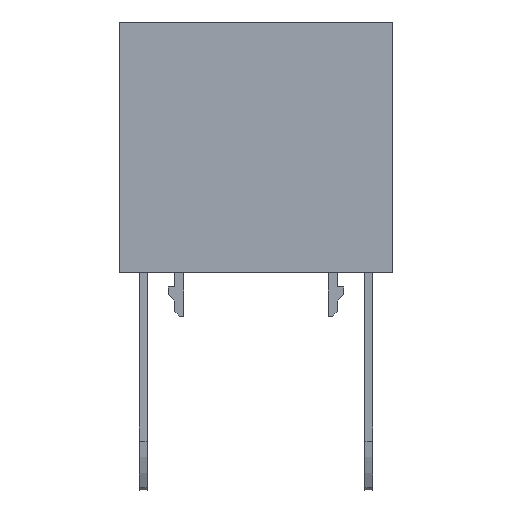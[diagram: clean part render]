
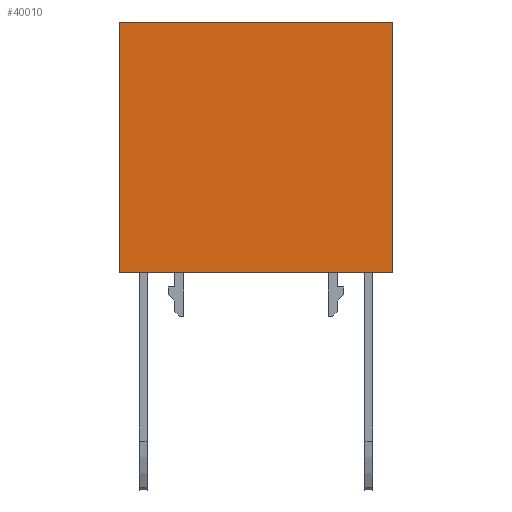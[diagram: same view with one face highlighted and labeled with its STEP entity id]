
A CAD part, front view. The second image highlights one B-rep face of the part: STEP entity #40010.
In plain terms, the highlighted planar face has unit normal (0, -1, 0).
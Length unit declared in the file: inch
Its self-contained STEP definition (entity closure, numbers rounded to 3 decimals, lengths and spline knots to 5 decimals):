
#22557=CARTESIAN_POINT('',(0.57185,-0.15748,0.54429));
#22558=VERTEX_POINT('',#22557);
#22573=CARTESIAN_POINT('',(-0.57185,-0.15748,0.54429));
#22574=VERTEX_POINT('',#22573);
#22581=CARTESIAN_POINT('',(0.57185,-0.15748,0.54429));
#22582=DIRECTION('',(-1.0,0.0,0.0));
#22583=VECTOR('',#22582,1.1437);
#22584=LINE('',#22581,#22583);
#22585=EDGE_CURVE('',#22558,#22574,#22584,.T.);
#39933=CARTESIAN_POINT('',(-0.57185,-0.15748,-0.50492));
#39934=VERTEX_POINT('',#39933);
#39942=CARTESIAN_POINT('',(0.57185,-0.15748,-0.50492));
#39943=VERTEX_POINT('',#39942);
#39950=CARTESIAN_POINT('',(-0.57185,-0.15748,-0.50492));
#39951=DIRECTION('',(1.0,0.0,0.0));
#39952=VECTOR('',#39951,1.1437);
#39953=LINE('',#39950,#39952);
#39954=EDGE_CURVE('',#39934,#39943,#39953,.T.);
#39982=CARTESIAN_POINT('',(0.57185,-0.15748,0.54429));
#39983=DIRECTION('',(0.0,0.0,-1.0));
#39984=VECTOR('',#39983,1.04921);
#39985=LINE('',#39982,#39984);
#39986=EDGE_CURVE('',#22558,#39943,#39985,.T.);
#39994=CARTESIAN_POINT('',(0.57185,-0.15748,0.0));
#39995=DIRECTION('',(0.0,-1.0,0.0));
#39996=DIRECTION('',(0.0,0.0,-1.0));
#39997=AXIS2_PLACEMENT_3D('',#39994,#39995,#39996);
#39998=PLANE('',#39997);
#39999=CARTESIAN_POINT('',(-0.57185,-0.15748,0.54429));
#40000=DIRECTION('',(0.0,0.0,-1.0));
#40001=VECTOR('',#40000,1.04921);
#40002=LINE('',#39999,#40001);
#40003=EDGE_CURVE('',#22574,#39934,#40002,.T.);
#40004=ORIENTED_EDGE('',*,*,#40003,.T.);
#40005=ORIENTED_EDGE('',*,*,#39954,.T.);
#40006=ORIENTED_EDGE('',*,*,#39986,.F.);
#40007=ORIENTED_EDGE('',*,*,#22585,.T.);
#40008=EDGE_LOOP('',(#40004,#40005,#40006,#40007));
#40009=FACE_OUTER_BOUND('',#40008,.T.);
#40010=ADVANCED_FACE('',(#40009),#39998,.T.);
